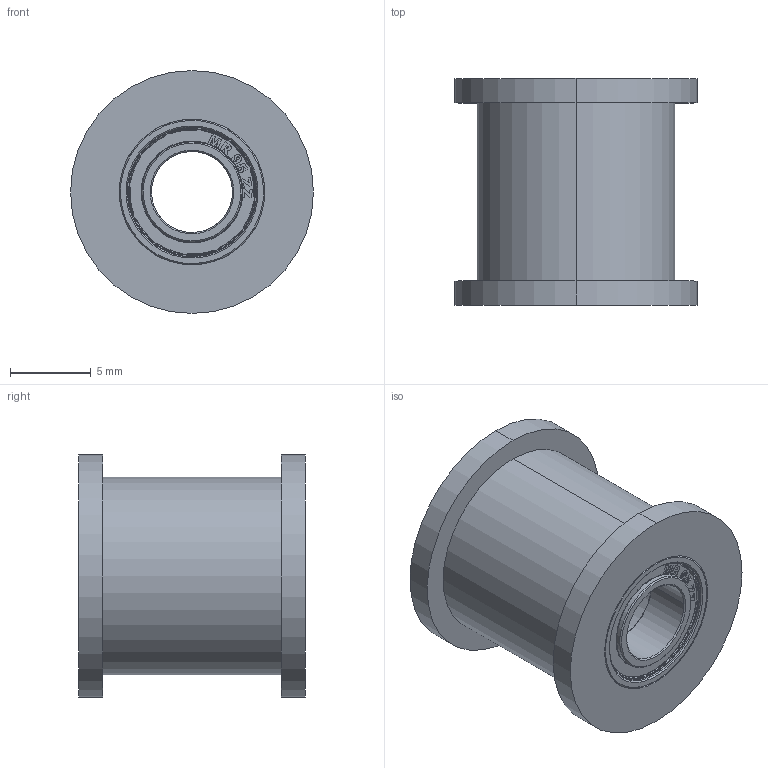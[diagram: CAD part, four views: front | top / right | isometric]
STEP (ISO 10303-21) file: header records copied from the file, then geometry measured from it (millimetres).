
FILE_DESCRIPTION (( 'STEP AP214' ), '1' );
FILE_NAME ('Toothed Idler Assembled.step', '2019-11-11T12:53:50', ( '' ), ( '' ), 'SwSTEP 2.0', 'SolidWorks 2019', '' );
FILE_SCHEMA (( 'AUTOMOTIVE_DESIGN' ));
Length unit declared in the file: millimetre
Products named in the file (7): mr95zz-int; -MR95ZZ-assem; mr95zz-cen; mr95zz-ext; Toothed Idler Assembled; Toothed Idler
Assembly tree (11 placements, depth 3):
  Toothed Idler Assembled
    Toothed Idler
    -MR95ZZ-assem
      mr95zz-cen  x2
      mr95zz-ext
      mr95zz-int
    -MR95ZZ-assem
      mr95zz-cen  x2
      mr95zz-ext
      mr95zz-int
Bounding box: 15 x 14 x 15 mm (x, y, z)
Volume: 1226.9 mm3; surface area: 2219.8 mm2
Topology: 9 solids, 9 shells, 1602 faces, 4524 edges, 2964 vertices
Faces by surface type: plane 618, torus 404, cylinder 276, cone 176, bspline 128
Entity records: 19261 total; most frequent: CARTESIAN_POINT 7417, ORIENTED_EDGE 2416, DIRECTION 2019, EDGE_CURVE 1208, VERTEX_POINT 788, AXIS2_PLACEMENT_3D 785, EDGE_LOOP 458, VECTOR 449
